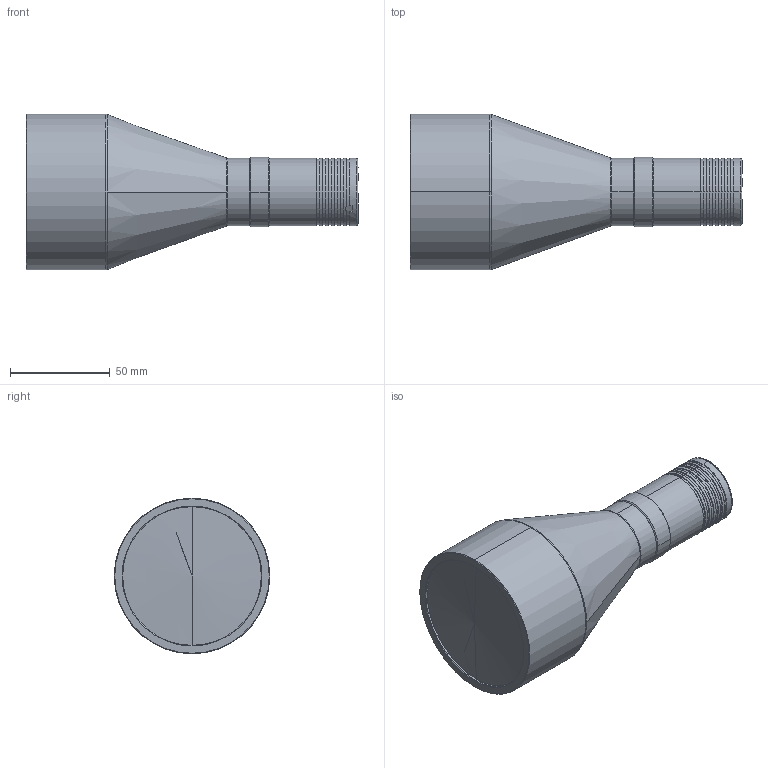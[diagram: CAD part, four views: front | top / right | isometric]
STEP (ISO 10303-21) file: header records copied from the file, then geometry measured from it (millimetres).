
FILE_DESCRIPTION (( 'STEP AP203' ), '1' );
FILE_NAME ('DTCL-56.STEP', '2019-12-02T01:32:46', ( 'Windows 蚚誧' ), ( '' ), 'SwSTEP 2.0', 'SolidWorks 2017', '' );
FILE_SCHEMA (( 'CONFIG_CONTROL_DESIGN' ));
Length unit declared in the file: millimetre
Products named in the file (1): DTCL-56
Bounding box: 166.41 x 78 x 78 mm (x, y, z)
Volume: 405351.4 mm3; surface area: 35042.8 mm2
Topology: 1 solids, 4 shells, 105 faces, 253 edges, 161 vertices
Faces by surface type: cylinder 53, plane 25, cone 21, bspline 6
Entity records: 3515 total; most frequent: CARTESIAN_POINT 1095, DIRECTION 511, ORIENTED_EDGE 478, EDGE_CURVE 239, AXIS2_PLACEMENT_3D 217, VERTEX_POINT 155, CIRCLE 120, EDGE_LOOP 118
